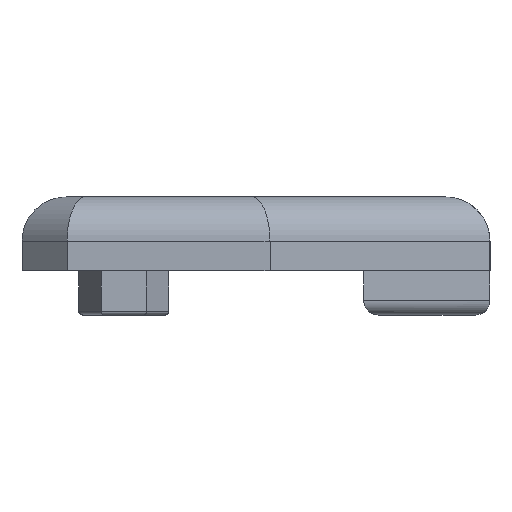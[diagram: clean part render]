
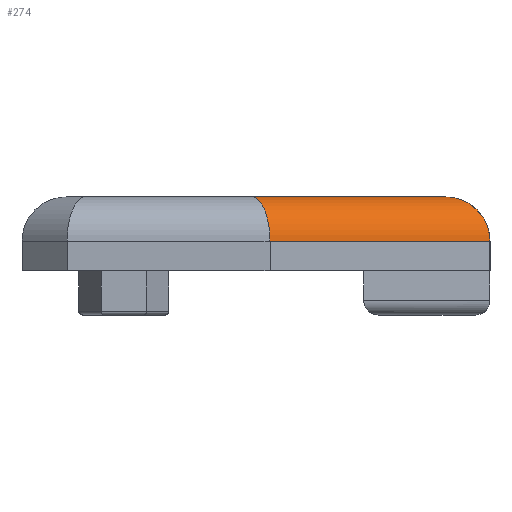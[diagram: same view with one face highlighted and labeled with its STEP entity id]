
A CAD part, left-side view. The second image highlights one B-rep face of the part: STEP entity #274.
In plain terms, the highlighted cylindrical face has radius 3 mm (diameter 6 mm), a partial arc.
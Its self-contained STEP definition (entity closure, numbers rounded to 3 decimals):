
#24 = VERTEX_POINT('',#25);
#25 = CARTESIAN_POINT('',(8.85,-24.8,2.));
#32 = PLANE('',#33);
#33 = AXIS2_PLACEMENT_3D('',#34,#35,#36);
#34 = CARTESIAN_POINT('',(8.85,-24.8,0.));
#35 = DIRECTION('',(-0.707,-0.707,0.));
#36 = DIRECTION('',(-0.707,0.707,0.));
#56 = EDGE_CURVE('',#24,#57,#59,.T.);
#57 = VERTEX_POINT('',#58);
#58 = CARTESIAN_POINT('',(-6.05,-9.9,2.));
#59 = SURFACE_CURVE('',#60,(#64,#71),.PCURVE_S1.);
#60 = LINE('',#61,#62);
#61 = CARTESIAN_POINT('',(8.85,-24.8,2.));
#62 = VECTOR('',#63,1.);
#63 = DIRECTION('',(-0.707,0.707,0.));
#64 = PCURVE('',#32,#65);
#65 = DEFINITIONAL_REPRESENTATION('',(#66),#70);
#66 = LINE('',#67,#68);
#67 = CARTESIAN_POINT('',(0.,-2.));
#68 = VECTOR('',#69,1.);
#69 = DIRECTION('',(1.,0.));
#70 = ( GEOMETRIC_REPRESENTATION_CONTEXT(2) 
PARAMETRIC_REPRESENTATION_CONTEXT() REPRESENTATION_CONTEXT('2D SPACE',''
  ) );
#71 = PCURVE('',#72,#77);
#72 = CYLINDRICAL_SURFACE('',#73,3.);
#73 = AXIS2_PLACEMENT_3D('',#74,#75,#76);
#74 = CARTESIAN_POINT('',(10.971,-22.679,2.));
#75 = DIRECTION('',(-0.707,0.707,0.));
#76 = DIRECTION('',(-0.707,-0.707,-0.));
#77 = DEFINITIONAL_REPRESENTATION('',(#78),#82);
#78 = LINE('',#79,#80);
#79 = CARTESIAN_POINT('',(0.,0.));
#80 = VECTOR('',#81,1.);
#81 = DIRECTION('',(0.,1.));
#82 = ( GEOMETRIC_REPRESENTATION_CONTEXT(2) 
PARAMETRIC_REPRESENTATION_CONTEXT() REPRESENTATION_CONTEXT('2D SPACE',''
  ) );
#213 = CYLINDRICAL_SURFACE('',#214,3.);
#214 = AXIS2_PLACEMENT_3D('',#215,#216,#217);
#215 = CARTESIAN_POINT('',(52.,-21.8,2.));
#216 = DIRECTION('',(-1.,0.,0.));
#217 = DIRECTION('',(0.,-1.,0.));
#274 = ADVANCED_FACE('',(#275),#72,.T.);
#275 = FACE_BOUND('',#276,.T.);
#276 = EDGE_LOOP('',(#277,#313,#341,#380));
#277 = ORIENTED_EDGE('',*,*,#278,.T.);
#278 = EDGE_CURVE('',#24,#279,#281,.T.);
#279 = VERTEX_POINT('',#280);
#280 = CARTESIAN_POINT('',(10.093,-21.8,5.));
#281 = SURFACE_CURVE('',#282,(#287,#300),.PCURVE_S1.);
#282 = ELLIPSE('',#283,3.247,3.);
#283 = AXIS2_PLACEMENT_3D('',#284,#285,#286);
#284 = CARTESIAN_POINT('',(10.093,-21.8,2.));
#285 = DIRECTION('',(-0.924,0.383,0.));
#286 = DIRECTION('',(-0.383,-0.924,0.));
#287 = PCURVE('',#72,#288);
#288 = DEFINITIONAL_REPRESENTATION('',(#289),#299);
#289 = B_SPLINE_CURVE_WITH_KNOTS('',8,(#290,#291,#292,#293,#294,#295,
    #296,#297,#298),.UNSPECIFIED.,.F.,.F.,(9,9),(0.,1.571),
  .PIECEWISE_BEZIER_KNOTS.);
#290 = CARTESIAN_POINT('',(0.,0.));
#291 = CARTESIAN_POINT('',(0.196,0.));
#292 = CARTESIAN_POINT('',(0.393,0.055));
#293 = CARTESIAN_POINT('',(0.589,0.164));
#294 = CARTESIAN_POINT('',(0.785,0.324));
#295 = CARTESIAN_POINT('',(0.982,0.525));
#296 = CARTESIAN_POINT('',(1.178,0.755));
#297 = CARTESIAN_POINT('',(1.374,0.999));
#298 = CARTESIAN_POINT('',(1.571,1.243));
#299 = ( GEOMETRIC_REPRESENTATION_CONTEXT(2) 
PARAMETRIC_REPRESENTATION_CONTEXT() REPRESENTATION_CONTEXT('2D SPACE',''
  ) );
#300 = PCURVE('',#213,#301);
#301 = DEFINITIONAL_REPRESENTATION('',(#302),#312);
#302 = B_SPLINE_CURVE_WITH_KNOTS('',8,(#303,#304,#305,#306,#307,#308,
    #309,#310,#311),.UNSPECIFIED.,.F.,.F.,(9,9),(0.,1.571),
  .PIECEWISE_BEZIER_KNOTS.);
#303 = CARTESIAN_POINT('',(0.,43.15));
#304 = CARTESIAN_POINT('',(0.196,43.15));
#305 = CARTESIAN_POINT('',(0.393,43.095));
#306 = CARTESIAN_POINT('',(0.589,42.986));
#307 = CARTESIAN_POINT('',(0.785,42.826));
#308 = CARTESIAN_POINT('',(0.982,42.625));
#309 = CARTESIAN_POINT('',(1.178,42.395));
#310 = CARTESIAN_POINT('',(1.374,42.151));
#311 = CARTESIAN_POINT('',(1.571,41.907));
#312 = ( GEOMETRIC_REPRESENTATION_CONTEXT(2) 
PARAMETRIC_REPRESENTATION_CONTEXT() REPRESENTATION_CONTEXT('2D SPACE',''
  ) );
#313 = ORIENTED_EDGE('',*,*,#314,.T.);
#314 = EDGE_CURVE('',#279,#315,#317,.T.);
#315 = VERTEX_POINT('',#316);
#316 = CARTESIAN_POINT('',(-3.05,-8.657,5.));
#317 = SURFACE_CURVE('',#318,(#322,#329),.PCURVE_S1.);
#318 = LINE('',#319,#320);
#319 = CARTESIAN_POINT('',(10.971,-22.679,5.));
#320 = VECTOR('',#321,1.);
#321 = DIRECTION('',(-0.707,0.707,0.));
#322 = PCURVE('',#72,#323);
#323 = DEFINITIONAL_REPRESENTATION('',(#324),#328);
#324 = LINE('',#325,#326);
#325 = CARTESIAN_POINT('',(1.571,0.));
#326 = VECTOR('',#327,1.);
#327 = DIRECTION('',(0.,1.));
#328 = ( GEOMETRIC_REPRESENTATION_CONTEXT(2) 
PARAMETRIC_REPRESENTATION_CONTEXT() REPRESENTATION_CONTEXT('2D SPACE',''
  ) );
#329 = PCURVE('',#330,#335);
#330 = PLANE('',#331);
#331 = AXIS2_PLACEMENT_3D('',#332,#333,#334);
#332 = CARTESIAN_POINT('',(22.841,-9.897,5.));
#333 = DIRECTION('',(-0.,-0.,-1.));
#334 = DIRECTION('',(-1.,0.,0.));
#335 = DEFINITIONAL_REPRESENTATION('',(#336),#340);
#336 = LINE('',#337,#338);
#337 = CARTESIAN_POINT('',(11.869,-12.782));
#338 = VECTOR('',#339,1.);
#339 = DIRECTION('',(0.707,0.707));
#340 = ( GEOMETRIC_REPRESENTATION_CONTEXT(2) 
PARAMETRIC_REPRESENTATION_CONTEXT() REPRESENTATION_CONTEXT('2D SPACE',''
  ) );
#341 = ORIENTED_EDGE('',*,*,#342,.F.);
#342 = EDGE_CURVE('',#57,#315,#343,.T.);
#343 = SURFACE_CURVE('',#344,(#349,#362),.PCURVE_S1.);
#344 = ELLIPSE('',#345,3.247,3.);
#345 = AXIS2_PLACEMENT_3D('',#346,#347,#348);
#346 = CARTESIAN_POINT('',(-3.05,-8.657,2.));
#347 = DIRECTION('',(-0.383,0.924,0.));
#348 = DIRECTION('',(-0.924,-0.383,0.));
#349 = PCURVE('',#72,#350);
#350 = DEFINITIONAL_REPRESENTATION('',(#351),#361);
#351 = B_SPLINE_CURVE_WITH_KNOTS('',8,(#352,#353,#354,#355,#356,#357,
    #358,#359,#360),.UNSPECIFIED.,.F.,.F.,(9,9),(0.,1.571),
  .PIECEWISE_BEZIER_KNOTS.);
#352 = CARTESIAN_POINT('',(0.,21.072));
#353 = CARTESIAN_POINT('',(0.196,21.072));
#354 = CARTESIAN_POINT('',(0.393,21.017));
#355 = CARTESIAN_POINT('',(0.589,20.908));
#356 = CARTESIAN_POINT('',(0.785,20.748));
#357 = CARTESIAN_POINT('',(0.982,20.547));
#358 = CARTESIAN_POINT('',(1.178,20.317));
#359 = CARTESIAN_POINT('',(1.374,20.073));
#360 = CARTESIAN_POINT('',(1.571,19.829));
#361 = ( GEOMETRIC_REPRESENTATION_CONTEXT(2) 
PARAMETRIC_REPRESENTATION_CONTEXT() REPRESENTATION_CONTEXT('2D SPACE',''
  ) );
#362 = PCURVE('',#363,#368);
#363 = CYLINDRICAL_SURFACE('',#364,3.);
#364 = AXIS2_PLACEMENT_3D('',#365,#366,#367);
#365 = CARTESIAN_POINT('',(-3.05,-9.9,2.));
#366 = DIRECTION('',(0.,1.,0.));
#367 = DIRECTION('',(-1.,0.,0.));
#368 = DEFINITIONAL_REPRESENTATION('',(#369),#379);
#369 = B_SPLINE_CURVE_WITH_KNOTS('',8,(#370,#371,#372,#373,#374,#375,
    #376,#377,#378),.UNSPECIFIED.,.F.,.F.,(9,9),(0.,1.571),
  .PIECEWISE_BEZIER_KNOTS.);
#370 = CARTESIAN_POINT('',(0.,0.));
#371 = CARTESIAN_POINT('',(0.196,0.));
#372 = CARTESIAN_POINT('',(0.393,0.055));
#373 = CARTESIAN_POINT('',(0.589,0.164));
#374 = CARTESIAN_POINT('',(0.785,0.324));
#375 = CARTESIAN_POINT('',(0.982,0.525));
#376 = CARTESIAN_POINT('',(1.178,0.755));
#377 = CARTESIAN_POINT('',(1.374,0.999));
#378 = CARTESIAN_POINT('',(1.571,1.243));
#379 = ( GEOMETRIC_REPRESENTATION_CONTEXT(2) 
PARAMETRIC_REPRESENTATION_CONTEXT() REPRESENTATION_CONTEXT('2D SPACE',''
  ) );
#380 = ORIENTED_EDGE('',*,*,#56,.F.);
